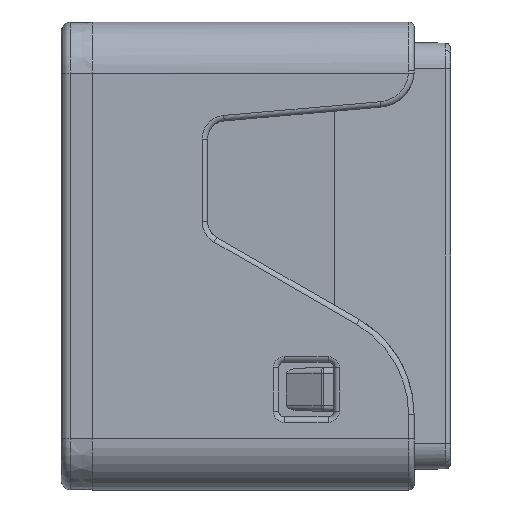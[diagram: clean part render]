
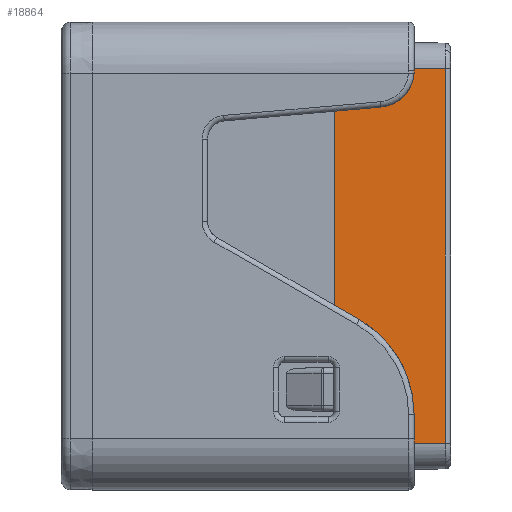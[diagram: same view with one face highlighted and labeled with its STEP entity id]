
A CAD part, left-side view. The second image highlights one B-rep face of the part: STEP entity #18864.
In plain terms, the highlighted planar face has unit normal (-1, -0.018, 0).
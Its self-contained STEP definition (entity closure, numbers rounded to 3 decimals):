
#206 = DIRECTION ( 'NONE',  ( -0.017, 1., 0.017 ) ) ;
#831 = EDGE_CURVE ( 'NONE', #1920, #40700, #10396, .T. ) ;
#1920 = VERTEX_POINT ( 'NONE', #23743 ) ;
#3456 = ORIENTED_EDGE ( 'NONE', *, *, #71867, .F. ) ;
#3999 = AXIS2_PLACEMENT_3D ( 'NONE', #48036, #35950, #54044 ) ;
#4134 = CARTESIAN_POINT ( 'NONE',  ( -26.55, 6.375, -10.351 ) ) ;
#4830 = EDGE_CURVE ( 'NONE', #7918, #63624, #5380, .T. ) ;
#5380 = B_SPLINE_CURVE_WITH_KNOTS ( 'NONE', 3,
 ( #67677, #13616, #12816, #60913 ),
 .UNSPECIFIED., .F., .F.,
 ( 4, 4 ),
 ( 0., 1. ),
 .UNSPECIFIED. ) ;
#6568 = LINE ( 'NONE', #36952, #55857 ) ;
#7912 = DIRECTION ( 'NONE',  ( 0.017, -1., 0.017 ) ) ;
#7918 = VERTEX_POINT ( 'NONE', #16874 ) ;
#8136 = EDGE_CURVE ( 'NONE', #29762, #20515, #77626, .T. ) ;
#8564 = VERTEX_POINT ( 'NONE', #29566 ) ;
#9880 = EDGE_CURVE ( 'NONE', #29762, #40700, #38091, .T. ) ;
#10396 = B_SPLINE_CURVE_WITH_KNOTS ( 'NONE', 3,
 ( #55704, #73707, #18434, #67674 ),
 .UNSPECIFIED., .F., .F.,
 ( 4, 4 ),
 ( 0., 1. ),
 .UNSPECIFIED. ) ;
#11322 = ORIENTED_EDGE ( 'NONE', *, *, #48250, .F. ) ;
#12816 = CARTESIAN_POINT ( 'NONE',  ( -26.55, 6.375, -9.598 ) ) ;
#13054 = VERTEX_POINT ( 'NONE', #45841 ) ;
#13616 = CARTESIAN_POINT ( 'NONE',  ( -26.55, 6.375, -9.049 ) ) ;
#13769 = CARTESIAN_POINT ( 'NONE',  ( -26.547, 6.169, 10.347 ) ) ;
#16874 = CARTESIAN_POINT ( 'NONE',  ( -26.55, 6.375, -8.5 ) ) ;
#17945 = FACE_OUTER_BOUND ( 'NONE', #59056, .T. ) ;
#18434 = CARTESIAN_POINT ( 'NONE',  ( -26.55, 6.375, -0.684 ) ) ;
#18864 = ADVANCED_FACE ( 'NONE', ( #17945 ), #73226, .T. ) ;
#19120 = LINE ( 'NONE', #62761, #68387 ) ;
#19736 = CARTESIAN_POINT ( 'NONE',  ( -26.551, 6.4, -8.5 ) ) ;
#20515 = VERTEX_POINT ( 'NONE', #19736 ) ;
#21627 = LINE ( 'NONE', #44952, #48913 ) ;
#21675 = EDGE_CURVE ( 'NONE', #63624, #44777, #23978, .T. ) ;
#23080 = EDGE_CURVE ( 'NONE', #7918, #20515, #59151, .T. ) ;
#23743 = CARTESIAN_POINT ( 'NONE',  ( -26.55, 6.375, 10.147 ) ) ;
#23761 = ORIENTED_EDGE ( 'NONE', *, *, #31841, .T. ) ;
#23978 = LINE ( 'NONE', #48474, #33565 ) ;
#26683 = DIRECTION ( 'NONE',  ( -0.017, 1., 0.017 ) ) ;
#29225 = EDGE_CURVE ( 'NONE', #44777, #76548, #19120, .T. ) ;
#29566 = CARTESIAN_POINT ( 'NONE',  ( -26.444, 0.295, 10.245 ) ) ;
#29762 = VERTEX_POINT ( 'NONE', #53655 ) ;
#31795 = LINE ( 'NONE', #13769, #72890 ) ;
#31841 = EDGE_CURVE ( 'NONE', #8564, #13054, #31795, .T. ) ;
#32146 = VECTOR ( 'NONE', #56568, 1000. ) ;
#33304 = VECTOR ( 'NONE', #53194, 1000. ) ;
#33565 = VECTOR ( 'NONE', #79251, 1000. ) ;
#34788 = ORIENTED_EDGE ( 'NONE', *, *, #23080, .F. ) ;
#35950 = DIRECTION ( 'NONE',  ( -1., -0.017, 0. ) ) ;
#36637 = ORIENTED_EDGE ( 'NONE', *, *, #21675, .T. ) ;
#36952 = CARTESIAN_POINT ( 'NONE',  ( -26.55, 6.375, 0. ) ) ;
#38091 = LINE ( 'NONE', #62948, #32146 ) ;
#40348 = CARTESIAN_POINT ( 'NONE',  ( -26.551, 6.4, 0. ) ) ;
#40700 = VERTEX_POINT ( 'NONE', #75602 ) ;
#44777 = VERTEX_POINT ( 'NONE', #4134 ) ;
#44952 = CARTESIAN_POINT ( 'NONE',  ( -26.444, 0.295, 0. ) ) ;
#45841 = CARTESIAN_POINT ( 'NONE',  ( -26.55, 6.375, 10.351 ) ) ;
#46746 = CARTESIAN_POINT ( 'NONE',  ( -26.543, 5.937, -8.508 ) ) ;
#48036 = CARTESIAN_POINT ( 'NONE',  ( -26.55, 6.35, 0. ) ) ;
#48250 = EDGE_CURVE ( 'NONE', #1920, #13054, #6568, .T. ) ;
#48474 = CARTESIAN_POINT ( 'NONE',  ( -26.55, 6.375, 0. ) ) ;
#48913 = VECTOR ( 'NONE', #75332, 1000. ) ;
#49051 = DIRECTION ( 'NONE',  ( 0., 0., 1. ) ) ;
#53194 = DIRECTION ( 'NONE',  ( 0., 0., -1. ) ) ;
#53655 = CARTESIAN_POINT ( 'NONE',  ( -26.551, 6.4, -6.1 ) ) ;
#54044 = DIRECTION ( 'NONE',  ( 0.017, -1., 0. ) ) ;
#55704 = CARTESIAN_POINT ( 'NONE',  ( -26.55, 6.375, 10.147 ) ) ;
#55857 = VECTOR ( 'NONE', #49051, 1000. ) ;
#56568 = DIRECTION ( 'NONE',  ( 0.017, -1., 0.017 ) ) ;
#59056 = EDGE_LOOP ( 'NONE', ( #3456, #23761, #11322, #62186, #59383, #75181, #34788, #64311, #36637, #67985 ) ) ;
#59151 = LINE ( 'NONE', #46746, #63952 ) ;
#59383 = ORIENTED_EDGE ( 'NONE', *, *, #9880, .F. ) ;
#60913 = CARTESIAN_POINT ( 'NONE',  ( -26.55, 6.375, -10.147 ) ) ;
#62186 = ORIENTED_EDGE ( 'NONE', *, *, #831, .T. ) ;
#62761 = CARTESIAN_POINT ( 'NONE',  ( -26.547, 6.169, -10.347 ) ) ;
#62948 = CARTESIAN_POINT ( 'NONE',  ( -26.543, 5.937, -6.092 ) ) ;
#63624 = VERTEX_POINT ( 'NONE', #63872 ) ;
#63872 = CARTESIAN_POINT ( 'NONE',  ( -26.55, 6.375, -10.147 ) ) ;
#63952 = VECTOR ( 'NONE', #26683, 1000. ) ;
#64311 = ORIENTED_EDGE ( 'NONE', *, *, #4830, .T. ) ;
#67674 = CARTESIAN_POINT ( 'NONE',  ( -26.55, 6.375, -6.1 ) ) ;
#67677 = CARTESIAN_POINT ( 'NONE',  ( -26.55, 6.375, -8.5 ) ) ;
#67985 = ORIENTED_EDGE ( 'NONE', *, *, #29225, .T. ) ;
#68387 = VECTOR ( 'NONE', #7912, 1000. ) ;
#71867 = EDGE_CURVE ( 'NONE', #8564, #76548, #21627, .T. ) ;
#72890 = VECTOR ( 'NONE', #206, 1000. ) ;
#73226 = PLANE ( 'NONE',  #3999 ) ;
#73707 = CARTESIAN_POINT ( 'NONE',  ( -26.55, 6.375, 4.732 ) ) ;
#75181 = ORIENTED_EDGE ( 'NONE', *, *, #8136, .T. ) ;
#75332 = DIRECTION ( 'NONE',  ( 0., 0., -1. ) ) ;
#75602 = CARTESIAN_POINT ( 'NONE',  ( -26.55, 6.375, -6.1 ) ) ;
#76097 = CARTESIAN_POINT ( 'NONE',  ( -26.444, 0.295, -10.245 ) ) ;
#76548 = VERTEX_POINT ( 'NONE', #76097 ) ;
#77626 = LINE ( 'NONE', #40348, #33304 ) ;
#79251 = DIRECTION ( 'NONE',  ( 0., 0., -1. ) ) ;
